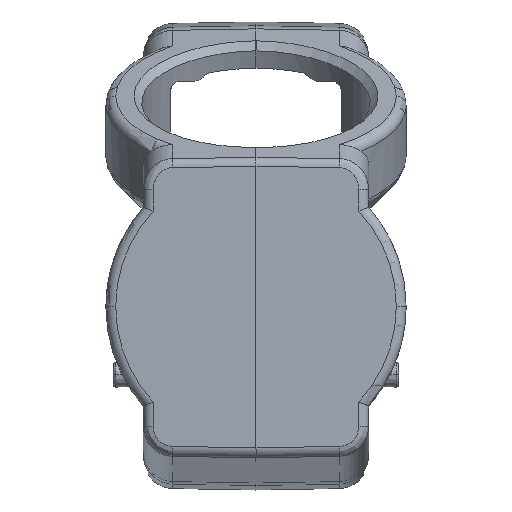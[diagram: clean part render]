
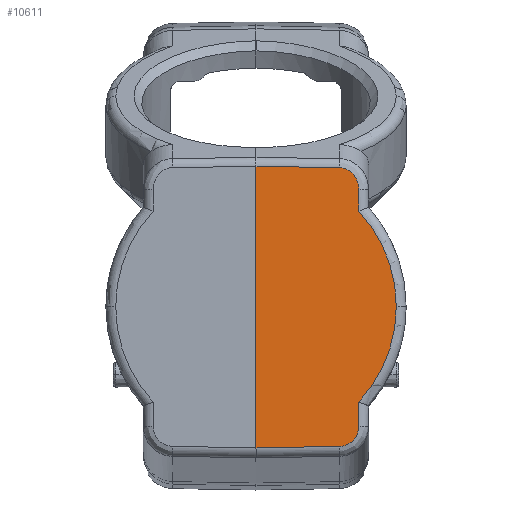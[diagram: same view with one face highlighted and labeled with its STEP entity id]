
A CAD part, top view. The second image highlights one B-rep face of the part: STEP entity #10611.
In plain terms, the highlighted planar face has unit normal (0.018, 0, 1).
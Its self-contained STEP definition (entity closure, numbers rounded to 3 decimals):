
#564=CARTESIAN_POINT('',(0.,17.692,101.));
#599=DIRECTION('',(1.,-0.011,-0.017));
#600=VECTOR('',#599,16.608);
#601=CARTESIAN_POINT('',(0.,17.692,101.));
#602=LINE('',#601,#600);
#606=CARTESIAN_POINT('',(16.605,17.511,100.71));
#607=CARTESIAN_POINT('',(17.68,17.499,100.691));
#608=CARTESIAN_POINT('',(19.775,16.436,100.655));
#609=CARTESIAN_POINT('',(20.535,14.201,100.642));
#610=CARTESIAN_POINT('',(20.535,13.095,100.642));
#615=CARTESIAN_POINT('',(0.041,-10.304,100.999));
#616=DIRECTION('',(-0.017,0.,-1.));
#617=DIRECTION('',(0.732,0.681,-0.013));
#618=AXIS2_PLACEMENT_3D('',#615,#616,#617);
#623=CARTESIAN_POINT('',(0.042,-10.303,100.999));
#624=DIRECTION('',(-0.017,0.,-1.));
#625=DIRECTION('',(1.,0.,-0.017));
#626=AXIS2_PLACEMENT_3D('',#623,#624,#625);
#631=CARTESIAN_POINT('',(20.535,-34.224,100.642));
#632=CARTESIAN_POINT('',(20.535,-35.262,100.642));
#633=CARTESIAN_POINT('',(19.693,-37.334,100.656));
#634=CARTESIAN_POINT('',(17.641,-38.22,100.692));
#635=CARTESIAN_POINT('',(16.605,-38.237,100.71));
#640=DIRECTION('',(-1.,-0.016,0.017));
#641=VECTOR('',#640,16.609);
#642=CARTESIAN_POINT('',(16.605,-38.237,100.71));
#643=LINE('',#642,#641);
#647=DIRECTION('',(0.,-1.,0.));
#648=VECTOR('',#647,56.191);
#649=CARTESIAN_POINT('',(0.,17.692,101.));
#650=LINE('',#649,#648);
#751=DIRECTION('',(0.,1.,0.));
#752=VECTOR('',#751,4.848);
#753=CARTESIAN_POINT('',(20.535,-34.224,100.642));
#754=LINE('',#753,#752);
#7273=DIRECTION('',(0.,1.,0.));
#7274=VECTOR('',#7273,4.326);
#7275=CARTESIAN_POINT('',(20.535,8.769,100.642));
#7276=LINE('',#7275,#7274);
#8804=VERTEX_POINT('',#564);
#8807=CARTESIAN_POINT('',(16.605,17.511,100.71));
#8808=VERTEX_POINT('',#8807);
#8809=VERTEX_POINT('',#610);
#8811=CARTESIAN_POINT('',(20.535,8.769,100.642));
#8812=VERTEX_POINT('',#8811);
#8813=CARTESIAN_POINT('',(28.035,-10.297,100.511));
#8814=VERTEX_POINT('',#8813);
#8815=CARTESIAN_POINT('',(20.535,-29.376,100.642));
#8816=VERTEX_POINT('',#8815);
#8817=CARTESIAN_POINT('',(20.535,-34.224,100.642));
#8818=VERTEX_POINT('',#8817);
#8819=VERTEX_POINT('',#635);
#8820=CARTESIAN_POINT('',(0.,-38.499,
101.));
#8821=VERTEX_POINT('',#8820);
#10588=CARTESIAN_POINT('',(-0.1,21.318,
101.002));
#10589=DIRECTION('',(0.017,0.,1.));
#10590=DIRECTION('',(0.,-1.,0.));
#10591=AXIS2_PLACEMENT_3D('',#10588,#10589,#10590);
#10592=PLANE('',#10591);
#10594=ORIENTED_EDGE('',*,*,#10593,.F.);
#10595=ORIENTED_EDGE('',*,*,#10532,.T.);
#10596=ORIENTED_EDGE('',*,*,#10578,.T.);
#10598=ORIENTED_EDGE('',*,*,#10597,.F.);
#10600=ORIENTED_EDGE('',*,*,#10599,.T.);
#10602=ORIENTED_EDGE('',*,*,#10601,.T.);
#10604=ORIENTED_EDGE('',*,*,#10603,.F.);
#10606=ORIENTED_EDGE('',*,*,#10605,.T.);
#10608=ORIENTED_EDGE('',*,*,#10607,.T.);
#10609=EDGE_LOOP('',(#10594,#10595,#10596,#10598,#10600,#10602,#10604,#10606,
#10608));
#10610=FACE_OUTER_BOUND('',#10609,.F.);
#10611=ADVANCED_FACE('',(#10610),#10592,.T.);
#611=B_SPLINE_CURVE_WITH_KNOTS('',3,(#606,#607,#608,#609,#610),.UNSPECIFIED.,
.F.,.F.,(4,1,4),(0.,0.5,1.),.UNSPECIFIED.);
#619=CIRCLE('',#618,27.998);
#627=CIRCLE('',#626,27.998);
#636=B_SPLINE_CURVE_WITH_KNOTS('',3,(#631,#632,#633,#634,#635),.UNSPECIFIED.,
.F.,.F.,(4,1,4),(0.,0.5,1.),.UNSPECIFIED.);
#10532=EDGE_CURVE('',#8804,#8808,#602,.T.);
#10578=EDGE_CURVE('',#8808,#8809,#611,.T.);
#10593=EDGE_CURVE('',#8804,#8821,#650,.T.);
#10597=EDGE_CURVE('',#8812,#8809,#7276,.T.);
#10599=EDGE_CURVE('',#8812,#8814,#619,.T.);
#10601=EDGE_CURVE('',#8814,#8816,#627,.T.);
#10603=EDGE_CURVE('',#8818,#8816,#754,.T.);
#10605=EDGE_CURVE('',#8818,#8819,#636,.T.);
#10607=EDGE_CURVE('',#8819,#8821,#643,.T.);
